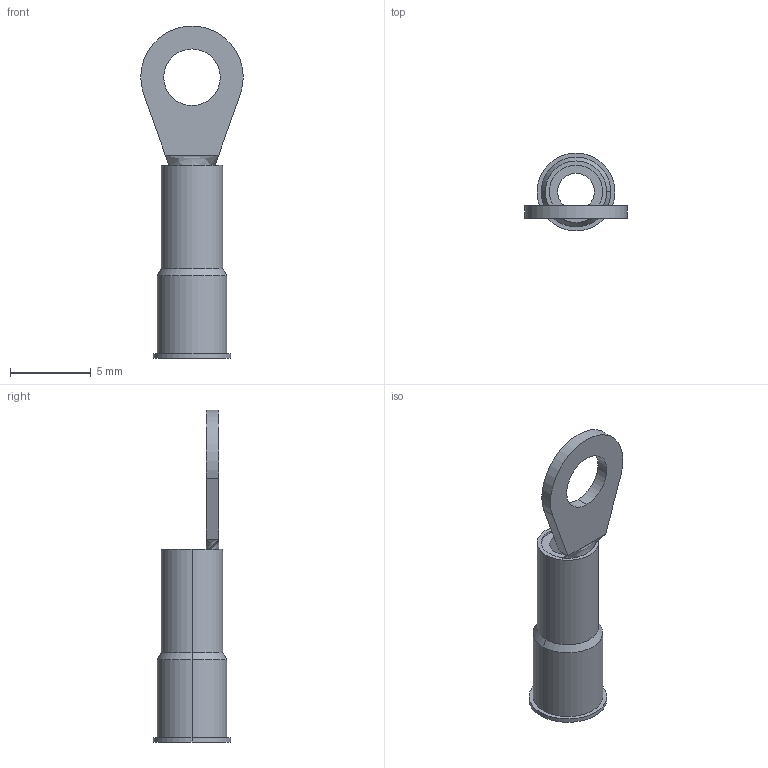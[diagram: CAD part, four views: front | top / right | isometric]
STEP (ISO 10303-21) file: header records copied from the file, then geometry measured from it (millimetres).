
FILE_DESCRIPTION (( 'STEP AP214' ), '1' );
FILE_NAME ('Ring_14AWG.step', '2018-12-19T16:49:10', ( '' ), ( '' ), 'SwSTEP 2.0', 'SolidWorks 2018', '' );
FILE_SCHEMA (( 'AUTOMOTIVE_DESIGN' ));
Length unit declared in the file: inch
Products named in the file (1): Ring_14AWG
Bounding box: 6.35 x 4.83 x 20.57 mm (x, y, z)
Volume: 89.8 mm3; surface area: 375.3 mm2
Topology: 1 solids, 1 shells, 35 faces, 85 edges, 54 vertices
Faces by surface type: cylinder 16, plane 11, cone 4, bspline 4
Entity records: 1423 total; most frequent: CARTESIAN_POINT 315, DIRECTION 176, ORIENTED_EDGE 170, EDGE_CURVE 85, AXIS2_PLACEMENT_3D 68, VERTEX_POINT 54, EDGE_LOOP 41, LINE 40
